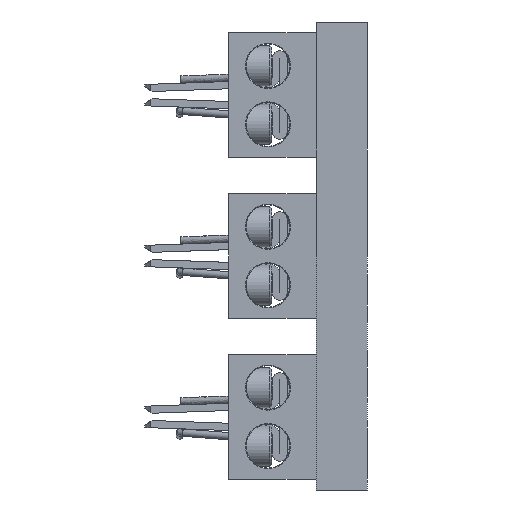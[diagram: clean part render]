
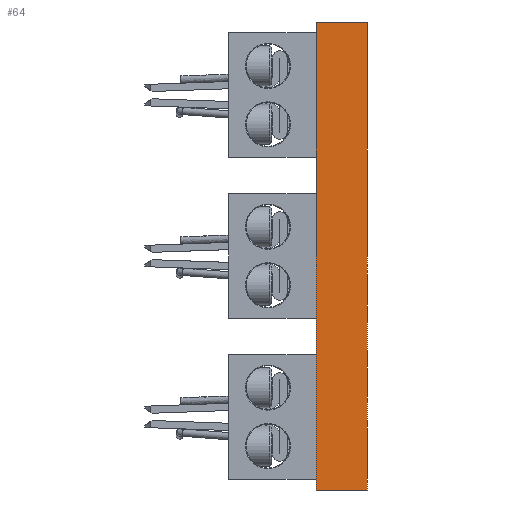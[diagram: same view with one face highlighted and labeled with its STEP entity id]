
A CAD part, left-side view. The second image highlights one B-rep face of the part: STEP entity #64.
In plain terms, the highlighted planar face has unit normal (-1, 0, 0).
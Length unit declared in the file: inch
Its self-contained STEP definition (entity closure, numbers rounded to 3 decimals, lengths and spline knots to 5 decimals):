
#64 = ADVANCED_FACE ( 'NONE', ( #15588 ), #12813, .F. ) ;
#1710 = CARTESIAN_POINT ( 'NONE',  ( -5., 0.875, -4. ) ) ;
#6049 = CARTESIAN_POINT ( 'NONE',  ( -5., 0., -4. ) ) ;
#9320 = EDGE_LOOP ( 'NONE', ( #42583, #16439, #41439, #15098 ) ) ;
#9741 = VECTOR ( 'NONE', #33486, 39.37008 ) ;
#10547 = CARTESIAN_POINT ( 'NONE',  ( -5., 0., 4. ) ) ;
#12083 = AXIS2_PLACEMENT_3D ( 'NONE', #33265, #33120, #33033 ) ;
#12188 = LINE ( 'NONE', #32360, #9741 ) ;
#12327 = LINE ( 'NONE', #40365, #18158 ) ;
#12813 = PLANE ( 'NONE',  #12083 ) ;
#13115 = CARTESIAN_POINT ( 'NONE',  ( -5., 0.875, 4. ) ) ;
#14625 = VERTEX_POINT ( 'NONE', #39187 ) ;
#15098 = ORIENTED_EDGE ( 'NONE', *, *, #18137, .T. ) ;
#15116 = CARTESIAN_POINT ( 'NONE',  ( -5., 0.875, 4. ) ) ;
#15588 = FACE_OUTER_BOUND ( 'NONE', #9320, .T. ) ;
#16439 = ORIENTED_EDGE ( 'NONE', *, *, #35845, .F. ) ;
#18137 = EDGE_CURVE ( 'NONE', #14625, #18591, #33564, .T. ) ;
#18158 = VECTOR ( 'NONE', #34725, 39.37008 ) ;
#18591 = VERTEX_POINT ( 'NONE', #6049 ) ;
#21362 = EDGE_CURVE ( 'NONE', #18591, #38004, #12327, .T. ) ;
#21568 = DIRECTION ( 'NONE',  ( 0., 0., 1. ) ) ;
#23583 = EDGE_CURVE ( 'NONE', #14625, #27310, #36940, .T. ) ;
#26964 = VECTOR ( 'NONE', #43634, 39.37008 ) ;
#27310 = VERTEX_POINT ( 'NONE', #15116 ) ;
#32360 = CARTESIAN_POINT ( 'NONE',  ( -5., 0.875, 4. ) ) ;
#33033 = DIRECTION ( 'NONE',  ( 0., 0., -1. ) ) ;
#33120 = DIRECTION ( 'NONE',  ( 1., 0., 0. ) ) ;
#33265 = CARTESIAN_POINT ( 'NONE',  ( -5., 0.875, 4. ) ) ;
#33486 = DIRECTION ( 'NONE',  ( 0., -1., 0. ) ) ;
#33564 = LINE ( 'NONE', #1710, #26964 ) ;
#34725 = DIRECTION ( 'NONE',  ( 0., 0., 1. ) ) ;
#35845 = EDGE_CURVE ( 'NONE', #27310, #38004, #12188, .T. ) ;
#36940 = LINE ( 'NONE', #13115, #37020 ) ;
#37020 = VECTOR ( 'NONE', #21568, 39.37008 ) ;
#38004 = VERTEX_POINT ( 'NONE', #10547 ) ;
#39187 = CARTESIAN_POINT ( 'NONE',  ( -5., 0.875, -4. ) ) ;
#40365 = CARTESIAN_POINT ( 'NONE',  ( -5., 0., 4. ) ) ;
#41439 = ORIENTED_EDGE ( 'NONE', *, *, #23583, .F. ) ;
#42583 = ORIENTED_EDGE ( 'NONE', *, *, #21362, .T. ) ;
#43634 = DIRECTION ( 'NONE',  ( 0., -1., 0. ) ) ;
